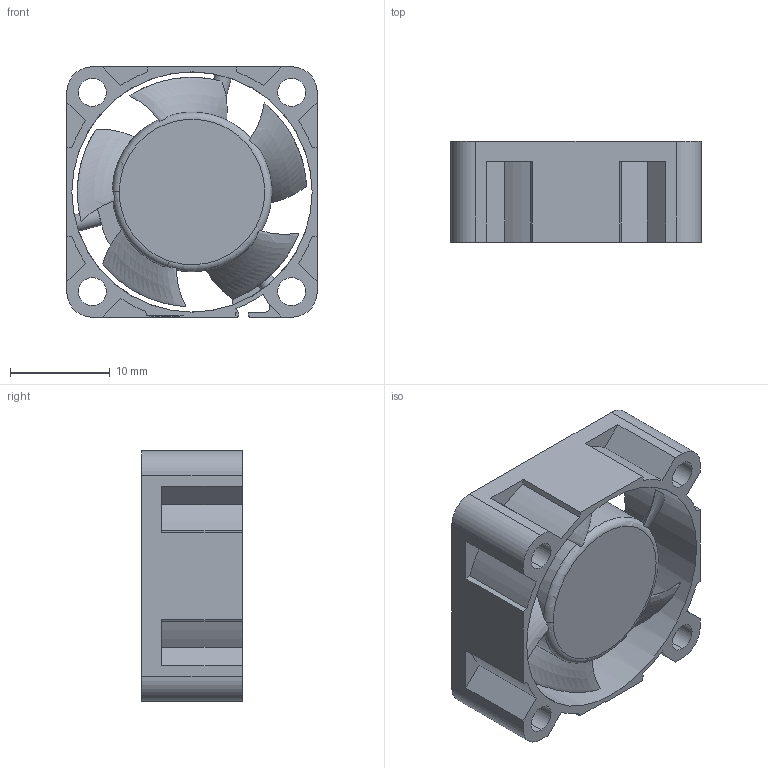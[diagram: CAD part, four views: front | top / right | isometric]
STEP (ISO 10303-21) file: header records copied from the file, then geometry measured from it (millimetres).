
FILE_DESCRIPTION((''),'2;1');
FILE_NAME('410003840002','2014-02-05T',('DINGGUO.XU'),(''),'PRO/ENGINEER BY PARAMETRIC TECHNOLOGY CORPORATION, 2012480','PRO/ENGINEER BY PARAMETRIC TECHNOLOGY CORPORATION, 2012480','');
FILE_SCHEMA(('CONFIG_CONTROL_DESIGN'));
Length unit declared in the file: millimetre
Products named in the file (1): 410003840002
Bounding box: 25.1 x 10.12 x 25.1 mm (x, y, z)
Volume: 2650.4 mm3; surface area: 4089.5 mm2
Topology: 2 solids, 2 shells, 146 faces, 412 edges, 269 vertices
Faces by surface type: plane 72, cylinder 46, bspline 25, torus 3
Entity records: 10064 total; most frequent: CARTESIAN_POINT 6373, ORIENTED_EDGE 824, DIRECTION 664, EDGE_CURVE 412, VERTEX_POINT 269, VECTOR 240, LINE 240, AXIS2_PLACEMENT_3D 212
